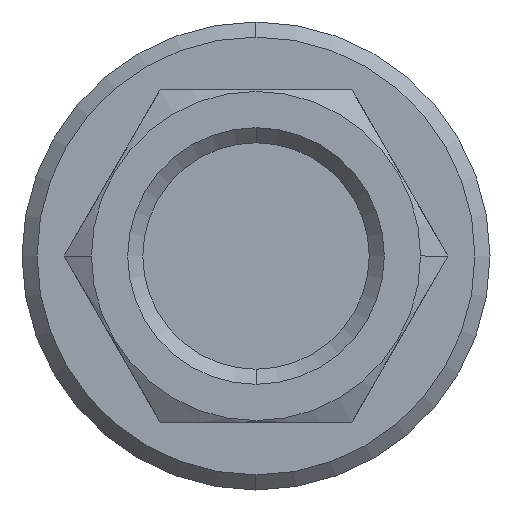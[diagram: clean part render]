
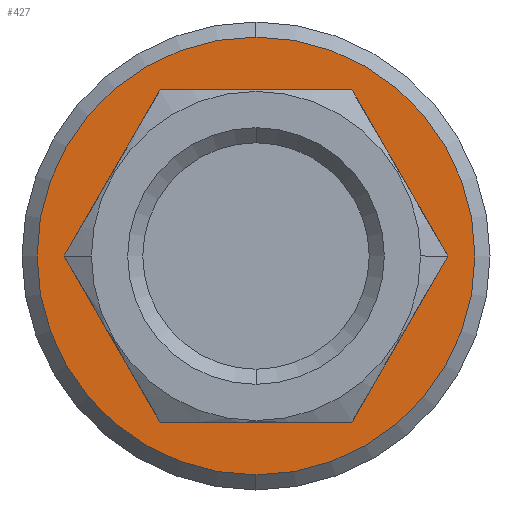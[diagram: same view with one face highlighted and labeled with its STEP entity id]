
A CAD part, front view. The second image highlights one B-rep face of the part: STEP entity #427.
In plain terms, the highlighted planar face has unit normal (0, -1, 0).
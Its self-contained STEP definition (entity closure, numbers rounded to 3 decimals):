
#68 = VERTEX_POINT ( 'NONE', #670 ) ;
#76 = EDGE_CURVE ( 'NONE', #68, #90, #564, .T. ) ;
#90 = VERTEX_POINT ( 'NONE', #611 ) ;
#286 = VERTEX_POINT ( 'NONE', #1172 ) ;
#290 = EDGE_CURVE ( 'NONE', #398, #286, #1225, .T. ) ;
#345 = ORIENTED_EDGE ( 'NONE', *, *, #290, .F. ) ;
#347 = ORIENTED_EDGE ( 'NONE', *, *, #2326, .F. ) ;
#349 = ORIENTED_EDGE ( 'NONE', *, *, #419, .F. ) ;
#361 = EDGE_CURVE ( 'NONE', #529, #417, #1334, .T. ) ;
#366 = ORIENTED_EDGE ( 'NONE', *, *, #437, .F. ) ;
#367 = ORIENTED_EDGE ( 'NONE', *, *, #361, .F. ) ;
#368 = ORIENTED_EDGE ( 'NONE', *, *, #434, .F. ) ;
#398 = VERTEX_POINT ( 'NONE', #1246 ) ;
#417 = VERTEX_POINT ( 'NONE', #1310 ) ;
#419 = EDGE_CURVE ( 'NONE', #477, #529, #1238, .T. ) ;
#424 = EDGE_LOOP ( 'NONE', ( #426, #347 ) ) ;
#425 = ORIENTED_EDGE ( 'NONE', *, *, #479, .F. ) ;
#426 = ORIENTED_EDGE ( 'NONE', *, *, #76, .F. ) ;
#427 = ADVANCED_FACE ( 'NONE', ( #1291, #1290 ), #1287, .F. ) ;
#429 = EDGE_LOOP ( 'NONE', ( #345, #368, #366, #367, #349, #425 ) ) ;
#434 = EDGE_CURVE ( 'NONE', #438, #398, #1388, .T. ) ;
#437 = EDGE_CURVE ( 'NONE', #417, #438, #1390, .T. ) ;
#438 = VERTEX_POINT ( 'NONE', #1359 ) ;
#477 = VERTEX_POINT ( 'NONE', #1417 ) ;
#479 = EDGE_CURVE ( 'NONE', #286, #477, #1416, .T. ) ;
#529 = VERTEX_POINT ( 'NONE', #1483 ) ;
#557 = DIRECTION ( 'NONE',  ( 0., 1., 0. ) ) ;
#558 = CARTESIAN_POINT ( 'NONE',  ( 0., 8.5, 0. ) ) ;
#559 = AXIS2_PLACEMENT_3D ( 'NONE', #558, #557, #593 ) ;
#564 = CIRCLE ( 'NONE', #559, 14.5 ) ;
#593 = DIRECTION ( 'NONE',  ( 0., 0., -1. ) ) ;
#611 = CARTESIAN_POINT ( 'NONE',  ( 0., 8.5, 14.5 ) ) ;
#670 = CARTESIAN_POINT ( 'NONE',  ( 0., 8.5, -14.5 ) ) ;
#1172 = CARTESIAN_POINT ( 'NONE',  ( -6.351, 8.5, 11. ) ) ;
#1222 = DIRECTION ( 'NONE',  ( -1., 0., 0. ) ) ;
#1223 = VECTOR ( 'NONE', #1222, 1000. ) ;
#1224 = CARTESIAN_POINT ( 'NONE',  ( 10.45, 8.5, 11. ) ) ;
#1225 = LINE ( 'NONE', #1224, #1223 ) ;
#1235 = DIRECTION ( 'NONE',  ( 0.5, 0., -0.866 ) ) ;
#1236 = VECTOR ( 'NONE', #1235, 1000. ) ;
#1237 = CARTESIAN_POINT ( 'NONE',  ( -6.914, 8.5, -10.025 ) ) ;
#1238 = LINE ( 'NONE', #1237, #1236 ) ;
#1246 = CARTESIAN_POINT ( 'NONE',  ( 6.351, 8.5, 11. ) ) ;
#1255 = DIRECTION ( 'NONE',  ( 0., 0., 1. ) ) ;
#1286 = AXIS2_PLACEMENT_3D ( 'NONE', #1289, #1288, #1255 ) ;
#1287 = PLANE ( 'NONE',  #1286 ) ;
#1288 = DIRECTION ( 'NONE',  ( 0., 1., 0. ) ) ;
#1289 = CARTESIAN_POINT ( 'NONE',  ( -13.75, 8.5, 0. ) ) ;
#1290 = FACE_OUTER_BOUND ( 'NONE', #424, .T. ) ;
#1291 = FACE_BOUND ( 'NONE', #429, .T. ) ;
#1309 = VECTOR ( 'NONE', #1332, 1000. ) ;
#1310 = CARTESIAN_POINT ( 'NONE',  ( 6.351, 8.5, -11. ) ) ;
#1332 = DIRECTION ( 'NONE',  ( 1., 0., 0. ) ) ;
#1333 = CARTESIAN_POINT ( 'NONE',  ( 10.45, 8.5, -11. ) ) ;
#1334 = LINE ( 'NONE', #1333, #1309 ) ;
#1359 = CARTESIAN_POINT ( 'NONE',  ( 12.702, 8.5, 0. ) ) ;
#1360 = DIRECTION ( 'NONE',  ( 0.5, 0., 0.866 ) ) ;
#1361 = VECTOR ( 'NONE', #1360, 1000. ) ;
#1366 = VECTOR ( 'NONE', #1367, 1000. ) ;
#1367 = DIRECTION ( 'NONE',  ( -0.5, 0., 0.866 ) ) ;
#1368 = CARTESIAN_POINT ( 'NONE',  ( 12.139, 8.5, 0.975 ) ) ;
#1388 = LINE ( 'NONE', #1368, #1366 ) ;
#1389 = CARTESIAN_POINT ( 'NONE',  ( 12.139, 8.5, -0.975 ) ) ;
#1390 = LINE ( 'NONE', #1389, #1361 ) ;
#1406 = DIRECTION ( 'NONE',  ( -0.5, 0., -0.866 ) ) ;
#1407 = VECTOR ( 'NONE', #1406, 1000. ) ;
#1415 = CARTESIAN_POINT ( 'NONE',  ( -6.914, 8.5, 10.025 ) ) ;
#1416 = LINE ( 'NONE', #1415, #1407 ) ;
#1417 = CARTESIAN_POINT ( 'NONE',  ( -12.702, 8.5, 0. ) ) ;
#1483 = CARTESIAN_POINT ( 'NONE',  ( -6.351, 8.5, -11. ) ) ;
#2008 = DIRECTION ( 'NONE',  ( 0., 0., -1. ) ) ;
#2009 = DIRECTION ( 'NONE',  ( 0., 1., 0. ) ) ;
#2010 = CARTESIAN_POINT ( 'NONE',  ( 0., 8.5, 0. ) ) ;
#2011 = AXIS2_PLACEMENT_3D ( 'NONE', #2010, #2009, #2008 ) ;
#2012 = CIRCLE ( 'NONE', #2011, 14.5 ) ;
#2326 = EDGE_CURVE ( 'NONE', #90, #68, #2012, .T. ) ;
